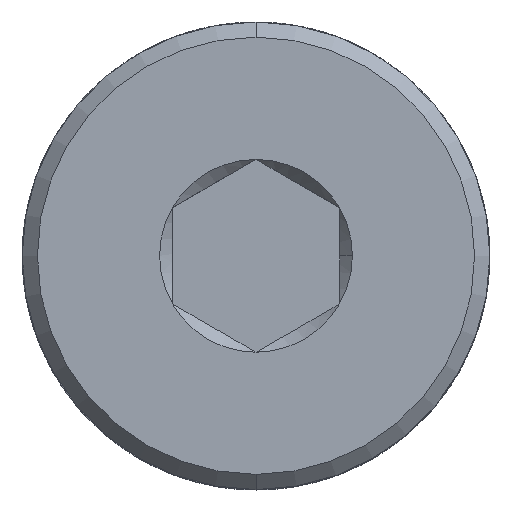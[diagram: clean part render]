
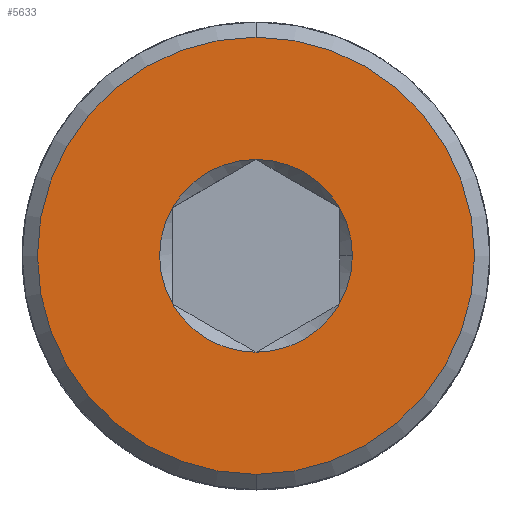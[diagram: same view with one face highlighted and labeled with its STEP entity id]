
A CAD part, top view. The second image highlights one B-rep face of the part: STEP entity #5633.
In plain terms, the highlighted planar face has unit normal (0, 0, 1).
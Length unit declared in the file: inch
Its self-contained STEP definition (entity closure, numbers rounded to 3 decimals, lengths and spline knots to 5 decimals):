
#24 = VERTEX_POINT ( 'NONE', #10099 ) ;
#175 = VERTEX_POINT ( 'NONE', #11087 ) ;
#535 = CIRCLE ( 'NONE', #8462, 0.09021 ) ;
#793 = VERTEX_POINT ( 'NONE', #2769 ) ;
#888 = ORIENTED_EDGE ( 'NONE', *, *, #6105, .F. ) ;
#1018 = CIRCLE ( 'NONE', #5785, 0.09021 ) ;
#1254 = VERTEX_POINT ( 'NONE', #8832 ) ;
#1378 = EDGE_CURVE ( 'NONE', #10788, #24, #11665, .T. ) ;
#1444 = CARTESIAN_POINT ( 'NONE',  ( 0.07812, 0.04511, 0. ) ) ;
#1669 = DIRECTION ( 'NONE',  ( 1., 0., 0. ) ) ;
#1750 = DIRECTION ( 'NONE',  ( 0., 0., 1. ) ) ;
#1867 = CARTESIAN_POINT ( 'NONE',  ( 0., 0., 0. ) ) ;
#2715 = EDGE_CURVE ( 'NONE', #5586, #3045, #535, .T. ) ;
#2769 = CARTESIAN_POINT ( 'NONE',  ( 0.09021, 0., 0. ) ) ;
#2796 = EDGE_CURVE ( 'NONE', #24, #10788, #8618, .T. ) ;
#3045 = VERTEX_POINT ( 'NONE', #5829 ) ;
#3339 = AXIS2_PLACEMENT_3D ( 'NONE', #9968, #9997, #10011 ) ;
#3659 = ORIENTED_EDGE ( 'NONE', *, *, #7817, .F. ) ;
#3893 = AXIS2_PLACEMENT_3D ( 'NONE', #1867, #1750, #1669 ) ;
#4004 = ORIENTED_EDGE ( 'NONE', *, *, #10185, .F. ) ;
#4223 = EDGE_CURVE ( 'NONE', #1254, #5586, #13517, .T. ) ;
#4416 = ORIENTED_EDGE ( 'NONE', *, *, #8850, .F. ) ;
#4548 = FACE_OUTER_BOUND ( 'NONE', #6218, .T. ) ;
#4565 = VERTEX_POINT ( 'NONE', #4678 ) ;
#4612 = CARTESIAN_POINT ( 'NONE',  ( 0., 0., 0. ) ) ;
#4657 = DIRECTION ( 'NONE',  ( 0., 0., 1. ) ) ;
#4659 = DIRECTION ( 'NONE',  ( 1., 0., 0. ) ) ;
#4678 = CARTESIAN_POINT ( 'NONE',  ( 0., 0.09021, 0. ) ) ;
#4784 = VERTEX_POINT ( 'NONE', #1444 ) ;
#4882 = DIRECTION ( 'NONE',  ( 0., -1., 0. ) ) ;
#4920 = DIRECTION ( 'NONE',  ( 0., 0., 1. ) ) ;
#4934 = CARTESIAN_POINT ( 'NONE',  ( 0., 0., 0. ) ) ;
#5586 = VERTEX_POINT ( 'NONE', #9108 ) ;
#5633 = ADVANCED_FACE ( 'NONE', ( #7072, #4548 ), #8743, .T. ) ;
#5785 = AXIS2_PLACEMENT_3D ( 'NONE', #12958, #12954, #12936 ) ;
#5829 = CARTESIAN_POINT ( 'NONE',  ( 0., -0.09021, 0. ) ) ;
#6105 = EDGE_CURVE ( 'NONE', #175, #793, #10196, .T. ) ;
#6218 = EDGE_LOOP ( 'NONE', ( #6287, #8514 ) ) ;
#6287 = ORIENTED_EDGE ( 'NONE', *, *, #1378, .T. ) ;
#6306 = AXIS2_PLACEMENT_3D ( 'NONE', #9330, #9314, #9284 ) ;
#6754 = EDGE_LOOP ( 'NONE', ( #4004, #11973, #10434, #3659, #12397, #4416, #888 ) ) ;
#7072 = FACE_BOUND ( 'NONE', #6754, .T. ) ;
#7100 = CIRCLE ( 'NONE', #10964, 0.09021 ) ;
#7581 = AXIS2_PLACEMENT_3D ( 'NONE', #8001, #7922, #7938 ) ;
#7813 = DIRECTION ( 'NONE',  ( 0., 0., 1. ) ) ;
#7817 = EDGE_CURVE ( 'NONE', #4565, #1254, #13107, .T. ) ;
#7922 = DIRECTION ( 'NONE',  ( 0., 0., 1. ) ) ;
#7938 = DIRECTION ( 'NONE',  ( 1., 0., 0. ) ) ;
#8001 = CARTESIAN_POINT ( 'NONE',  ( 0., 0., 0. ) ) ;
#8462 = AXIS2_PLACEMENT_3D ( 'NONE', #4612, #4657, #4659 ) ;
#8514 = ORIENTED_EDGE ( 'NONE', *, *, #2796, .T. ) ;
#8618 = CIRCLE ( 'NONE', #12049, 0.20453 ) ;
#8681 = DIRECTION ( 'NONE',  ( 0., -1., 0. ) ) ;
#8725 = DIRECTION ( 'NONE',  ( 0., 0., 1. ) ) ;
#8743 = PLANE ( 'NONE',  #13843 ) ;
#8832 = CARTESIAN_POINT ( 'NONE',  ( -0.07812, 0.04511, 0. ) ) ;
#8850 = EDGE_CURVE ( 'NONE', #793, #4784, #7100, .T. ) ;
#9108 = CARTESIAN_POINT ( 'NONE',  ( -0.07812, -0.04511, 0. ) ) ;
#9213 = DIRECTION ( 'NONE',  ( 1., 0., 0. ) ) ;
#9241 = DIRECTION ( 'NONE',  ( 0., 0., 1. ) ) ;
#9259 = CARTESIAN_POINT ( 'NONE',  ( 0., 0., 0. ) ) ;
#9284 = DIRECTION ( 'NONE',  ( 1., 0., 0. ) ) ;
#9314 = DIRECTION ( 'NONE',  ( 0., 0., 1. ) ) ;
#9330 = CARTESIAN_POINT ( 'NONE',  ( 0., 0., 0. ) ) ;
#9601 = DIRECTION ( 'NONE',  ( 1., 0., 0. ) ) ;
#9607 = CARTESIAN_POINT ( 'NONE',  ( 0., 0.20453, 0. ) ) ;
#9925 = EDGE_CURVE ( 'NONE', #4784, #4565, #12085, .T. ) ;
#9968 = CARTESIAN_POINT ( 'NONE',  ( 0., 0., 0. ) ) ;
#9983 = CARTESIAN_POINT ( 'NONE',  ( 0., 0., 0. ) ) ;
#9997 = DIRECTION ( 'NONE',  ( 0., 0., 1. ) ) ;
#10011 = DIRECTION ( 'NONE',  ( 0., -1., 0. ) ) ;
#10099 = CARTESIAN_POINT ( 'NONE',  ( 0., -0.20453, 0. ) ) ;
#10121 = CARTESIAN_POINT ( 'NONE',  ( 0., 0., 0. ) ) ;
#10185 = EDGE_CURVE ( 'NONE', #3045, #175, #1018, .T. ) ;
#10196 = CIRCLE ( 'NONE', #11289, 0.09021 ) ;
#10434 = ORIENTED_EDGE ( 'NONE', *, *, #4223, .F. ) ;
#10788 = VERTEX_POINT ( 'NONE', #9607 ) ;
#10964 = AXIS2_PLACEMENT_3D ( 'NONE', #9259, #9241, #9213 ) ;
#11087 = CARTESIAN_POINT ( 'NONE',  ( 0.07812, -0.04511, 0. ) ) ;
#11289 = AXIS2_PLACEMENT_3D ( 'NONE', #9983, #7813, #9601 ) ;
#11665 = CIRCLE ( 'NONE', #3339, 0.20453 ) ;
#11973 = ORIENTED_EDGE ( 'NONE', *, *, #2715, .F. ) ;
#12049 = AXIS2_PLACEMENT_3D ( 'NONE', #4934, #4920, #4882 ) ;
#12085 = CIRCLE ( 'NONE', #3893, 0.09021 ) ;
#12397 = ORIENTED_EDGE ( 'NONE', *, *, #9925, .F. ) ;
#12936 = DIRECTION ( 'NONE',  ( 1., 0., 0. ) ) ;
#12954 = DIRECTION ( 'NONE',  ( 0., 0., 1. ) ) ;
#12958 = CARTESIAN_POINT ( 'NONE',  ( 0., 0., 0. ) ) ;
#13107 = CIRCLE ( 'NONE', #6306, 0.09021 ) ;
#13517 = CIRCLE ( 'NONE', #7581, 0.09021 ) ;
#13843 = AXIS2_PLACEMENT_3D ( 'NONE', #10121, #8725, #8681 ) ;
